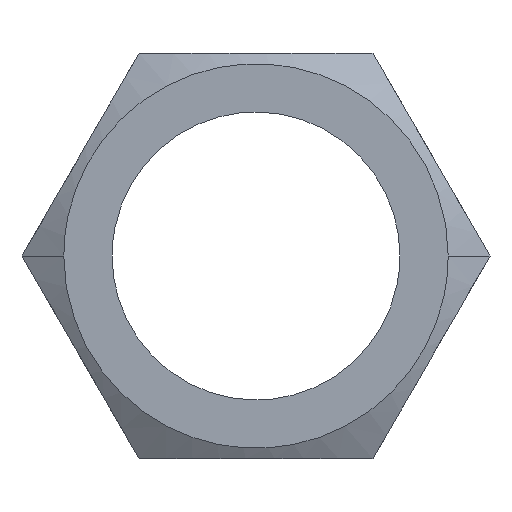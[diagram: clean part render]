
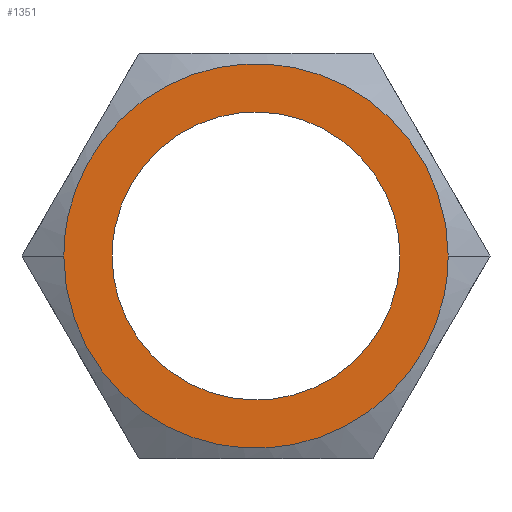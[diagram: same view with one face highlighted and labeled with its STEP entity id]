
A CAD part, left-side view. The second image highlights one B-rep face of the part: STEP entity #1351.
In plain terms, the highlighted free-form (B-spline) face has degree [1, 1] with [2, 2] control points.
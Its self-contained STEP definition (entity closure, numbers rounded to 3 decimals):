
#120 = VERTEX_POINT('',#121);
#121 = CARTESIAN_POINT('',(0.,-27.242,0.));
#126 = EDGE_CURVE('',#127,#120,#129,.T.);
#127 = VERTEX_POINT('',#128);
#128 = CARTESIAN_POINT('',(0.,27.242,0.));
#129 = ( BOUNDED_CURVE() B_SPLINE_CURVE(2,(#130,#131,#132,#133,#134),
.UNSPECIFIED.,.F.,.F.) B_SPLINE_CURVE_WITH_KNOTS((3,2,3),(3.142,
4.712,6.283),.PIECEWISE_BEZIER_KNOTS.) CURVE() 
GEOMETRIC_REPRESENTATION_ITEM() RATIONAL_B_SPLINE_CURVE((1.,
0.707,1.,0.707,1.)) REPRESENTATION_ITEM('') );
#130 = CARTESIAN_POINT('',(0.,27.242,
    0.));
#131 = CARTESIAN_POINT('',(0.,27.242,-27.242));
#132 = CARTESIAN_POINT('',(0.,0.,
    -27.242));
#133 = CARTESIAN_POINT('',(0.,-27.242,
    -27.242));
#134 = CARTESIAN_POINT('',(0.,-27.242,
    0.));
#260 = EDGE_CURVE('',#261,#263,#265,.T.);
#261 = VERTEX_POINT('',#262);
#262 = CARTESIAN_POINT('',(0.,-36.375,
    0.));
#263 = VERTEX_POINT('',#264);
#264 = CARTESIAN_POINT('',(0.,36.375,0.));
#265 = ( BOUNDED_CURVE() B_SPLINE_CURVE(2,(#266,#267,#268,#269,#270),
.UNSPECIFIED.,.F.,.F.) B_SPLINE_CURVE_WITH_KNOTS((3,2,3),(0.,
1.571,3.142),.PIECEWISE_BEZIER_KNOTS.) CURVE() 
GEOMETRIC_REPRESENTATION_ITEM() RATIONAL_B_SPLINE_CURVE((1.,
0.707,1.,0.707,1.)) REPRESENTATION_ITEM('') );
#266 = CARTESIAN_POINT('',(0.,-36.375,0.));
#267 = CARTESIAN_POINT('',(0.,-36.375,
    36.375));
#268 = CARTESIAN_POINT('',(0.,0.,
    36.375));
#269 = CARTESIAN_POINT('',(0.,36.375,
    36.375));
#270 = CARTESIAN_POINT('',(0.,36.375,
    0.));
#1145 = EDGE_CURVE('',#263,#261,#1146,.T.);
#1146 = ( BOUNDED_CURVE() B_SPLINE_CURVE(2,(#1147,#1148,#1149,#1150,
#1151),.UNSPECIFIED.,.F.,.F.) B_SPLINE_CURVE_WITH_KNOTS((3,2,3),(
    3.142,4.712,6.283),
.PIECEWISE_BEZIER_KNOTS.) CURVE() GEOMETRIC_REPRESENTATION_ITEM() 
RATIONAL_B_SPLINE_CURVE((1.,0.707,1.,0.707,1.)) 
REPRESENTATION_ITEM('') );
#1147 = CARTESIAN_POINT('',(0.,36.375,
    0.));
#1148 = CARTESIAN_POINT('',(0.,36.375,
    -36.375));
#1149 = CARTESIAN_POINT('',(0.,0.,
    -36.375));
#1150 = CARTESIAN_POINT('',(0.,-36.375,
    -36.375));
#1151 = CARTESIAN_POINT('',(0.,-36.375,
    0.));
#1330 = EDGE_CURVE('',#120,#127,#1331,.T.);
#1331 = ( BOUNDED_CURVE() B_SPLINE_CURVE(2,(#1332,#1333,#1334,#1335,
#1336),.UNSPECIFIED.,.F.,.F.) B_SPLINE_CURVE_WITH_KNOTS((3,2,3),(0.,
1.571,3.142),.PIECEWISE_BEZIER_KNOTS.) CURVE() 
GEOMETRIC_REPRESENTATION_ITEM() RATIONAL_B_SPLINE_CURVE((1.,
0.707,1.,0.707,1.)) REPRESENTATION_ITEM('') );
#1332 = CARTESIAN_POINT('',(0.,-27.242,0.));
#1333 = CARTESIAN_POINT('',(0.,-27.242,
    27.242));
#1334 = CARTESIAN_POINT('',(0.,0.,
    27.242));
#1335 = CARTESIAN_POINT('',(0.,27.242,
    27.242));
#1336 = CARTESIAN_POINT('',(0.,27.242,
    0.));
#1351 = ADVANCED_FACE('',(#1352,#1356),#1360,.F.);
#1352 = FACE_BOUND('',#1353,.T.);
#1353 = EDGE_LOOP('',(#1354,#1355));
#1354 = ORIENTED_EDGE('',*,*,#1330,.F.);
#1355 = ORIENTED_EDGE('',*,*,#126,.F.);
#1356 = FACE_BOUND('',#1357,.T.);
#1357 = EDGE_LOOP('',(#1358,#1359));
#1358 = ORIENTED_EDGE('',*,*,#1145,.T.);
#1359 = ORIENTED_EDGE('',*,*,#260,.T.);
#1360 = B_SPLINE_SURFACE_WITH_KNOTS('',1,1,(
    (#1361,#1362)
    ,(#1363,#1364
    )),.UNSPECIFIED.,.F.,.F.,.F.,(2,2),(2,2),(-50.675,7.275),(-28.975,
    28.975),.PIECEWISE_BEZIER_KNOTS.);
#1361 = CARTESIAN_POINT('',(0.,-36.375,
    -36.375));
#1362 = CARTESIAN_POINT('',(0.,-36.375,
    36.375));
#1363 = CARTESIAN_POINT('',(0.,36.375,
    -36.375));
#1364 = CARTESIAN_POINT('',(0.,36.375,
    36.375));
